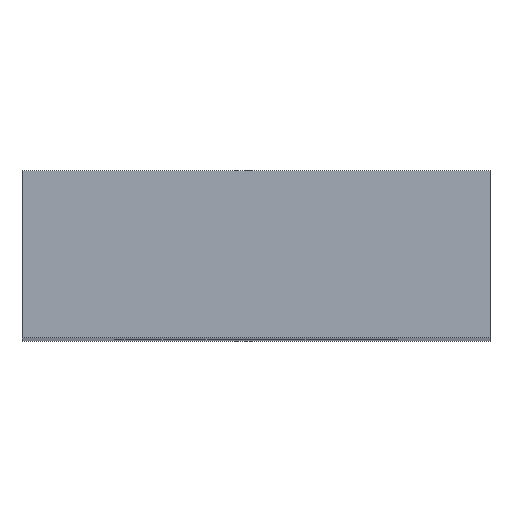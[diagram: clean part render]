
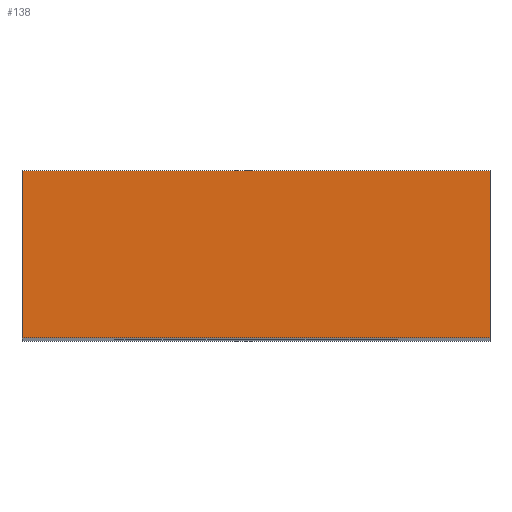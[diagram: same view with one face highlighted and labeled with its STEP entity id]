
A CAD part, top view. The second image highlights one B-rep face of the part: STEP entity #138.
In plain terms, the highlighted planar face has unit normal (0, 0, 1).
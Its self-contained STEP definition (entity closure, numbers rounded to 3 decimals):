
#18=PLANE('',#168);
#25=FACE_OUTER_BOUND('',#32,.T.);
#32=EDGE_LOOP('',(#107,#108,#109,#110));
#45=LINE('',#230,#58);
#46=LINE('',#233,#59);
#47=LINE('',#235,#60);
#48=LINE('',#236,#61);
#58=VECTOR('',#193,10.);
#59=VECTOR('',#196,10.);
#60=VECTOR('',#197,10.);
#61=VECTOR('',#198,10.);
#74=VERTEX_POINT('',#226);
#75=VERTEX_POINT('',#228);
#76=VERTEX_POINT('',#232);
#77=VERTEX_POINT('',#234);
#88=EDGE_CURVE('',#74,#75,#45,.T.);
#89=EDGE_CURVE('',#76,#74,#46,.T.);
#90=EDGE_CURVE('',#77,#75,#47,.T.);
#91=EDGE_CURVE('',#76,#77,#48,.T.);
#107=ORIENTED_EDGE('',*,*,#89,.T.);
#108=ORIENTED_EDGE('',*,*,#88,.T.);
#109=ORIENTED_EDGE('',*,*,#90,.F.);
#110=ORIENTED_EDGE('',*,*,#91,.F.);
#138=ADVANCED_FACE('',(#25),#18,.T.);
#168=AXIS2_PLACEMENT_3D('',#231,#194,#195);
#193=DIRECTION('',(0.,1.,0.));
#194=DIRECTION('center_axis',(0.,0.,1.));
#195=DIRECTION('ref_axis',(1.,0.,0.));
#196=DIRECTION('',(1.,0.,0.));
#197=DIRECTION('',(1.,0.,0.));
#198=DIRECTION('',(0.,1.,0.));
#226=CARTESIAN_POINT('',(2.8,0.,11.));
#228=CARTESIAN_POINT('',(2.8,2.,11.));
#230=CARTESIAN_POINT('',(2.8,0.,11.));
#231=CARTESIAN_POINT('Origin',(-2.8,0.,11.));
#232=CARTESIAN_POINT('',(-2.8,0.,11.));
#233=CARTESIAN_POINT('',(-2.8,0.,11.));
#234=CARTESIAN_POINT('',(-2.8,2.,11.));
#235=CARTESIAN_POINT('',(-2.8,2.,11.));
#236=CARTESIAN_POINT('',(-2.8,0.,11.));
